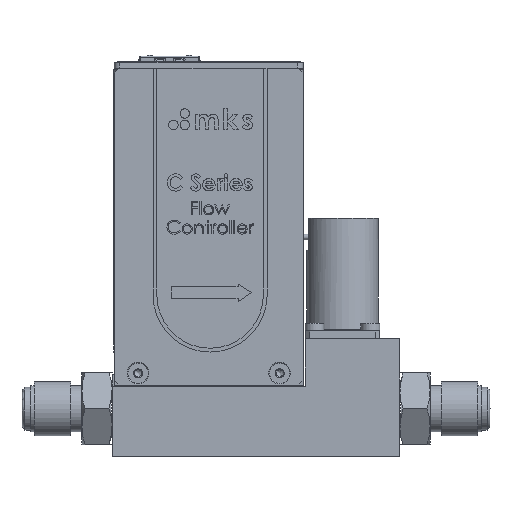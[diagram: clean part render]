
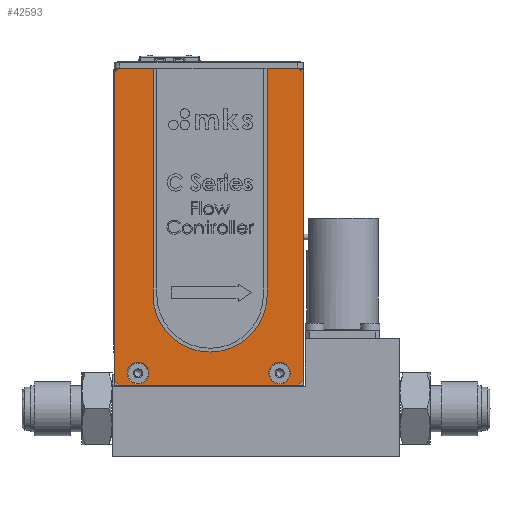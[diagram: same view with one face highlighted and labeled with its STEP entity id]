
A CAD part, top view. The second image highlights one B-rep face of the part: STEP entity #42593.
In plain terms, the highlighted planar face has unit normal (0, 0, 1).
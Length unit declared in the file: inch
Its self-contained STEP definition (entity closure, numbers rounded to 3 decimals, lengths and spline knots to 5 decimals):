
#338 = EDGE_CURVE ( 'NONE', #19136, #19136, #5335, .T. ) ;
#387 = CARTESIAN_POINT ( 'NONE',  ( 1.06847, 3.001, 0.4975 ) ) ;
#394 = DIRECTION ( 'NONE',  ( 0., -1., 0. ) ) ;
#988 = VERTEX_POINT ( 'NONE', #9648 ) ;
#1920 = EDGE_CURVE ( 'NONE', #17769, #17769, #53170, .T. ) ;
#2543 = EDGE_CURVE ( 'NONE', #50976, #50976, #50946, .T. ) ;
#2597 = AXIS2_PLACEMENT_3D ( 'NONE', #387, #8820, #9006 ) ;
#2728 = CARTESIAN_POINT ( 'NONE',  ( 1.48097, -0.053, 0.4975 ) ) ;
#4974 = LINE ( 'NONE', #54342, #39727 ) ;
#5335 = CIRCLE ( 'NONE', #39451, 0.1125 ) ;
#5441 = EDGE_CURVE ( 'NONE', #25709, #988, #25137, .T. ) ;
#5484 = LINE ( 'NONE', #42651, #50406 ) ;
#5673 = DIRECTION ( 'NONE',  ( -0.707, 0.707, 0. ) ) ;
#8053 = VERTEX_POINT ( 'NONE', #46752 ) ;
#8820 = DIRECTION ( 'NONE',  ( 0., 0., 1. ) ) ;
#8931 = DIRECTION ( 'NONE',  ( 0., 0., 1. ) ) ;
#8975 = ORIENTED_EDGE ( 'NONE', *, *, #54980, .T. ) ;
#9006 = DIRECTION ( 'NONE',  ( 1., 0., 0. ) ) ;
#9154 = ORIENTED_EDGE ( 'NONE', *, *, #2543, .F. ) ;
#9297 = LINE ( 'NONE', #17717, #10703 ) ;
#9329 = LINE ( 'NONE', #46284, #48119 ) ;
#9409 = EDGE_LOOP ( 'NONE', ( #49084 ) ) ;
#9648 = CARTESIAN_POINT ( 'NONE',  ( 1.56347, -0.179, 0.4975 ) ) ;
#10488 = DIRECTION ( 'NONE',  ( 0., 0., 1. ) ) ;
#10703 = VECTOR ( 'NONE', #52380, 39.37008 ) ;
#10746 = EDGE_CURVE ( 'NONE', #48145, #25709, #9297, .T. ) ;
#10853 = LINE ( 'NONE', #31836, #21196 ) ;
#11111 = ORIENTED_EDGE ( 'NONE', *, *, #30906, .T. ) ;
#12221 = EDGE_LOOP ( 'NONE', ( #19924, #24264, #16164, #25804, #16661, #8975, #11111, #46019 ) ) ;
#12606 = DIRECTION ( 'NONE',  ( 0., 0., 1. ) ) ;
#13463 = VECTOR ( 'NONE', #42964, 39.37008 ) ;
#13687 = CARTESIAN_POINT ( 'NONE',  ( -0.35653, -0.179, 0.4975 ) ) ;
#14171 = EDGE_LOOP ( 'NONE', ( #9154 ) ) ;
#14904 = CARTESIAN_POINT ( 'NONE',  ( -0.35653, 3.076, 0.4975 ) ) ;
#15252 = AXIS2_PLACEMENT_3D ( 'NONE', #13687, #44016, #18120 ) ;
#15421 = FACE_BOUND ( 'NONE', #21881, .T. ) ;
#15457 = LINE ( 'NONE', #22423, #37169 ) ;
#15883 = CARTESIAN_POINT ( 'NONE',  ( 0.00497, -0.053, 0.4975 ) ) ;
#16030 = CARTESIAN_POINT ( 'NONE',  ( 1.36847, -0.053, 0.4975 ) ) ;
#16164 = ORIENTED_EDGE ( 'NONE', *, *, #5441, .T. ) ;
#16605 = CARTESIAN_POINT ( 'NONE',  ( -0.35653, 3.126, 0.4975 ) ) ;
#16661 = ORIENTED_EDGE ( 'NONE', *, *, #45998, .T. ) ;
#17717 = CARTESIAN_POINT ( 'NONE',  ( -0.35653, -0.129, 0.4975 ) ) ;
#17769 = VERTEX_POINT ( 'NONE', #54996 ) ;
#18120 = DIRECTION ( 'NONE',  ( -1., 0., 0. ) ) ;
#19136 = VERTEX_POINT ( 'NONE', #15883 ) ;
#19464 = EDGE_CURVE ( 'NONE', #8053, #8053, #52478, .T. ) ;
#19924 = ORIENTED_EDGE ( 'NONE', *, *, #45511, .T. ) ;
#20017 = ORIENTED_EDGE ( 'NONE', *, *, #338, .F. ) ;
#21141 = AXIS2_PLACEMENT_3D ( 'NONE', #16030, #8931, #50678 ) ;
#21170 = DIRECTION ( 'NONE',  ( 0.707, 0.707, 0. ) ) ;
#21196 = VECTOR ( 'NONE', #5673, 39.37008 ) ;
#21208 = VERTEX_POINT ( 'NONE', #43043 ) ;
#21881 = EDGE_LOOP ( 'NONE', ( #20017 ) ) ;
#22229 = DIRECTION ( 'NONE',  ( 1., 0., 0. ) ) ;
#22423 = CARTESIAN_POINT ( 'NONE',  ( -0.35653, -0.179, 0.4975 ) ) ;
#24264 = ORIENTED_EDGE ( 'NONE', *, *, #10746, .T. ) ;
#25137 = LINE ( 'NONE', #46349, #13463 ) ;
#25676 = FACE_BOUND ( 'NONE', #14171, .T. ) ;
#25709 = VERTEX_POINT ( 'NONE', #37580 ) ;
#25804 = ORIENTED_EDGE ( 'NONE', *, *, #25817, .T. ) ;
#25817 = EDGE_CURVE ( 'NONE', #988, #39446, #5484, .T. ) ;
#30906 = EDGE_CURVE ( 'NONE', #45346, #39033, #36091, .T. ) ;
#31836 = CARTESIAN_POINT ( 'NONE',  ( 1.61347, 3.076, 0.4975 ) ) ;
#32713 = DIRECTION ( 'NONE',  ( 0., 1., 0. ) ) ;
#36091 = LINE ( 'NONE', #16605, #46239 ) ;
#37129 = FACE_OUTER_BOUND ( 'NONE', #12221, .T. ) ;
#37169 = VECTOR ( 'NONE', #394, 39.37008 ) ;
#37580 = CARTESIAN_POINT ( 'NONE',  ( -0.30653, -0.179, 0.4975 ) ) ;
#37627 = AXIS2_PLACEMENT_3D ( 'NONE', #38603, #12606, #42943 ) ;
#38603 = CARTESIAN_POINT ( 'NONE',  ( 0.86847, 3.001, 0.4975 ) ) ;
#39033 = VERTEX_POINT ( 'NONE', #47738 ) ;
#39446 = VERTEX_POINT ( 'NONE', #52241 ) ;
#39451 = AXIS2_PLACEMENT_3D ( 'NONE', #41409, #10488, #22229 ) ;
#39727 = VECTOR ( 'NONE', #32713, 39.37008 ) ;
#41409 = CARTESIAN_POINT ( 'NONE',  ( -0.10753, -0.053, 0.4975 ) ) ;
#42046 = CARTESIAN_POINT ( 'NONE',  ( -0.35653, -0.129, 0.4975 ) ) ;
#42593 = ADVANCED_FACE ( 'NONE', ( #49989, #48619, #15421, #25676, #37129 ), #43827, .F. ) ;
#42651 = CARTESIAN_POINT ( 'NONE',  ( 1.56347, -0.179, 0.4975 ) ) ;
#42689 = DIRECTION ( 'NONE',  ( -1., 0., 0. ) ) ;
#42943 = DIRECTION ( 'NONE',  ( 1., 0., 0. ) ) ;
#42964 = DIRECTION ( 'NONE',  ( 1., 0., 0. ) ) ;
#43043 = CARTESIAN_POINT ( 'NONE',  ( 1.61347, 3.076, 0.4975 ) ) ;
#43827 = PLANE ( 'NONE',  #15252 ) ;
#44016 = DIRECTION ( 'NONE',  ( 0., 0., -1. ) ) ;
#44832 = EDGE_CURVE ( 'NONE', #39033, #49644, #9329, .T. ) ;
#45346 = VERTEX_POINT ( 'NONE', #54851 ) ;
#45511 = EDGE_CURVE ( 'NONE', #49644, #48145, #15457, .T. ) ;
#45998 = EDGE_CURVE ( 'NONE', #39446, #21208, #4974, .T. ) ;
#46019 = ORIENTED_EDGE ( 'NONE', *, *, #44832, .T. ) ;
#46239 = VECTOR ( 'NONE', #42689, 39.37008 ) ;
#46284 = CARTESIAN_POINT ( 'NONE',  ( -0.30653, 3.126, 0.4975 ) ) ;
#46349 = CARTESIAN_POINT ( 'NONE',  ( -0.35653, -0.179, 0.4975 ) ) ;
#46752 = CARTESIAN_POINT ( 'NONE',  ( 0.95447, 3.001, 0.4975 ) ) ;
#47738 = CARTESIAN_POINT ( 'NONE',  ( -0.30653, 3.126, 0.4975 ) ) ;
#48119 = VECTOR ( 'NONE', #50658, 39.37008 ) ;
#48145 = VERTEX_POINT ( 'NONE', #42046 ) ;
#48619 = FACE_BOUND ( 'NONE', #9409, .T. ) ;
#49084 = ORIENTED_EDGE ( 'NONE', *, *, #19464, .F. ) ;
#49644 = VERTEX_POINT ( 'NONE', #14904 ) ;
#49989 = FACE_BOUND ( 'NONE', #50628, .T. ) ;
#50406 = VECTOR ( 'NONE', #21170, 39.37008 ) ;
#50628 = EDGE_LOOP ( 'NONE', ( #56749 ) ) ;
#50658 = DIRECTION ( 'NONE',  ( -0.707, -0.707, 0. ) ) ;
#50678 = DIRECTION ( 'NONE',  ( 1., 0., 0. ) ) ;
#50946 = CIRCLE ( 'NONE', #21141, 0.1125 ) ;
#50976 = VERTEX_POINT ( 'NONE', #2728 ) ;
#52241 = CARTESIAN_POINT ( 'NONE',  ( 1.61347, -0.129, 0.4975 ) ) ;
#52380 = DIRECTION ( 'NONE',  ( 0.707, -0.707, 0. ) ) ;
#52478 = CIRCLE ( 'NONE', #37627, 0.086 ) ;
#53170 = CIRCLE ( 'NONE', #2597, 0.086 ) ;
#54342 = CARTESIAN_POINT ( 'NONE',  ( 1.61347, -0.179, 0.4975 ) ) ;
#54851 = CARTESIAN_POINT ( 'NONE',  ( 1.56347, 3.126, 0.4975 ) ) ;
#54980 = EDGE_CURVE ( 'NONE', #21208, #45346, #10853, .T. ) ;
#54996 = CARTESIAN_POINT ( 'NONE',  ( 1.15447, 3.001, 0.4975 ) ) ;
#56749 = ORIENTED_EDGE ( 'NONE', *, *, #1920, .F. ) ;
